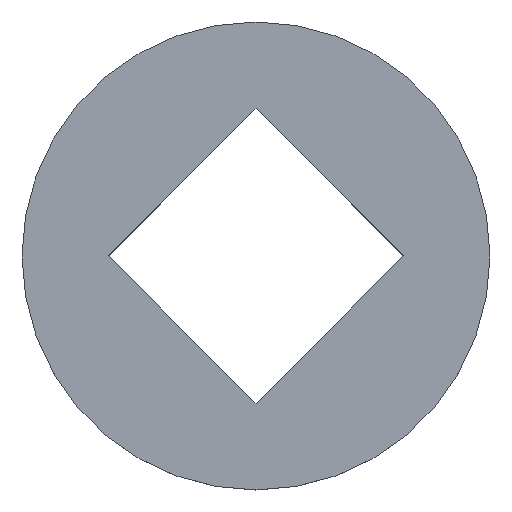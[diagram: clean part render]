
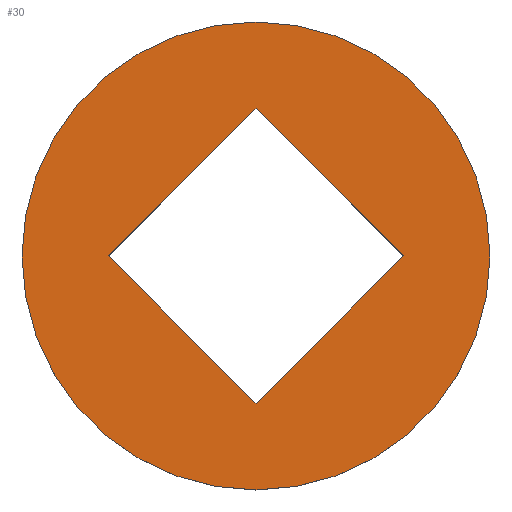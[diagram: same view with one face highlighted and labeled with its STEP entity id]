
A CAD part, top view. The second image highlights one B-rep face of the part: STEP entity #30.
In plain terms, the highlighted planar face has unit normal (0, 0, 1).
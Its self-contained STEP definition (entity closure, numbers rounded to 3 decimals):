
#3 = ORIENTED_EDGE ( 'NONE', *, *, #76, .T. ) ;
#4 = ORIENTED_EDGE ( 'NONE', *, *, #90, .T. ) ;
#5 = EDGE_LOOP ( 'NONE', ( #3, #4 ) ) ;
#20 = EDGE_LOOP ( 'NONE', ( #49, #21, #28, #32 ) ) ;
#21 = ORIENTED_EDGE ( 'NONE', *, *, #40, .F. ) ;
#27 = VERTEX_POINT ( 'NONE', #243 ) ;
#28 = ORIENTED_EDGE ( 'NONE', *, *, #38, .F. ) ;
#30 = ADVANCED_FACE ( 'NONE', ( #242, #241 ), #187, .T. ) ;
#32 = ORIENTED_EDGE ( 'NONE', *, *, #36, .F. ) ;
#33 = VERTEX_POINT ( 'NONE', #104 ) ;
#36 = EDGE_CURVE ( 'NONE', #59, #33, #248, .T. ) ;
#38 = EDGE_CURVE ( 'NONE', #33, #27, #209, .T. ) ;
#40 = EDGE_CURVE ( 'NONE', #27, #58, #257, .T. ) ;
#49 = ORIENTED_EDGE ( 'NONE', *, *, #50, .F. ) ;
#50 = EDGE_CURVE ( 'NONE', #58, #59, #191, .T. ) ;
#58 = VERTEX_POINT ( 'NONE', #169 ) ;
#59 = VERTEX_POINT ( 'NONE', #275 ) ;
#69 = VERTEX_POINT ( 'NONE', #201 ) ;
#72 = VERTEX_POINT ( 'NONE', #238 ) ;
#76 = EDGE_CURVE ( 'NONE', #69, #72, #234, .T. ) ;
#90 = EDGE_CURVE ( 'NONE', #72, #69, #225, .T. ) ;
#104 = CARTESIAN_POINT ( 'NONE',  ( -5.657, 0., 0. ) ) ;
#105 = DIRECTION ( 'NONE',  ( 1., 0., 0. ) ) ;
#169 = CARTESIAN_POINT ( 'NONE',  ( 5.657, 0., 0. ) ) ;
#180 = DIRECTION ( 'NONE',  ( 1., 0., 0. ) ) ;
#184 = DIRECTION ( 'NONE',  ( 0., 0., 1. ) ) ;
#185 = CARTESIAN_POINT ( 'NONE',  ( 0., 0., 0. ) ) ;
#186 = AXIS2_PLACEMENT_3D ( 'NONE', #185, #184, #105 ) ;
#187 = PLANE ( 'NONE',  #186 ) ;
#188 = DIRECTION ( 'NONE',  ( -0.707, 0.707, 0. ) ) ;
#189 = VECTOR ( 'NONE', #188, 1000. ) ;
#190 = CARTESIAN_POINT ( 'NONE',  ( 5.657, 0., 0. ) ) ;
#191 = LINE ( 'NONE', #190, #189 ) ;
#201 = CARTESIAN_POINT ( 'NONE',  ( 9., 0., 0. ) ) ;
#206 = DIRECTION ( 'NONE',  ( 0.707, -0.707, 0. ) ) ;
#207 = VECTOR ( 'NONE', #206, 1000. ) ;
#208 = CARTESIAN_POINT ( 'NONE',  ( -5.657, 0., 0. ) ) ;
#209 = LINE ( 'NONE', #208, #207 ) ;
#221 = DIRECTION ( 'NONE',  ( 1., 0., 0. ) ) ;
#222 = DIRECTION ( 'NONE',  ( 0., 0., 1. ) ) ;
#223 = CARTESIAN_POINT ( 'NONE',  ( 0., 0., 0. ) ) ;
#224 = AXIS2_PLACEMENT_3D ( 'NONE', #223, #222, #221 ) ;
#225 = CIRCLE ( 'NONE', #224, 9. ) ;
#231 = DIRECTION ( 'NONE',  ( 0., 0., 1. ) ) ;
#232 = CARTESIAN_POINT ( 'NONE',  ( 0., 0., 0. ) ) ;
#233 = AXIS2_PLACEMENT_3D ( 'NONE', #232, #231, #180 ) ;
#234 = CIRCLE ( 'NONE', #233, 9. ) ;
#238 = CARTESIAN_POINT ( 'NONE',  ( -9., 0., 0. ) ) ;
#241 = FACE_OUTER_BOUND ( 'NONE', #5, .T. ) ;
#242 = FACE_BOUND ( 'NONE', #20, .T. ) ;
#243 = CARTESIAN_POINT ( 'NONE',  ( 0., -5.657, 0. ) ) ;
#245 = DIRECTION ( 'NONE',  ( -0.707, -0.707, 0. ) ) ;
#246 = VECTOR ( 'NONE', #245, 1000. ) ;
#247 = CARTESIAN_POINT ( 'NONE',  ( 0., 5.657, 0. ) ) ;
#248 = LINE ( 'NONE', #247, #246 ) ;
#254 = DIRECTION ( 'NONE',  ( 0.707, 0.707, 0. ) ) ;
#255 = VECTOR ( 'NONE', #254, 1000. ) ;
#256 = CARTESIAN_POINT ( 'NONE',  ( 0., -5.657, 0. ) ) ;
#257 = LINE ( 'NONE', #256, #255 ) ;
#275 = CARTESIAN_POINT ( 'NONE',  ( 0., 5.657, 0. ) ) ;
